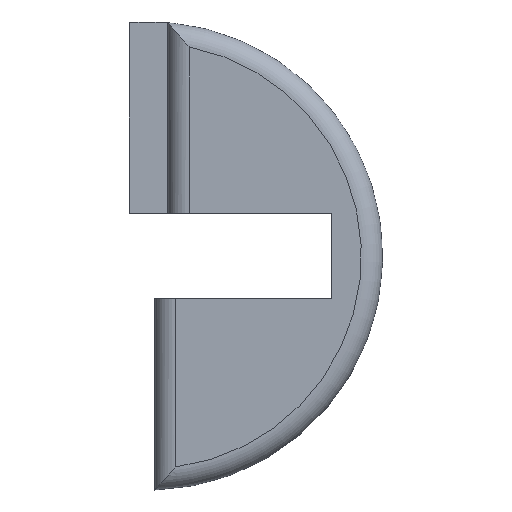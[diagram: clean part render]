
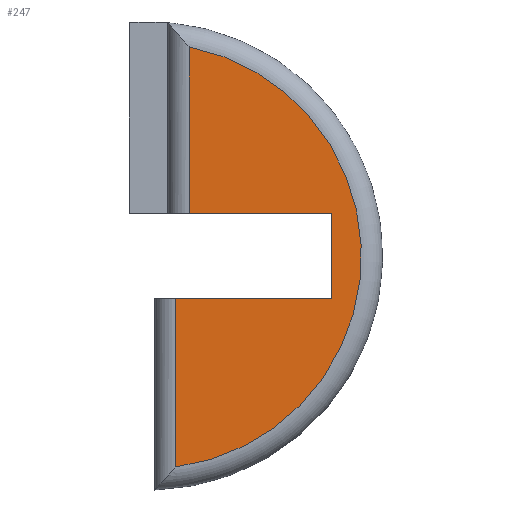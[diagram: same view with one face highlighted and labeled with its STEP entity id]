
A CAD part, top view. The second image highlights one B-rep face of the part: STEP entity #247.
In plain terms, the highlighted planar face has unit normal (0, 0, 1).
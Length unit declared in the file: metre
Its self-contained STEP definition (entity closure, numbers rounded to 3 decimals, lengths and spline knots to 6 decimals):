
#22=CIRCLE('',#280,0.05);
#60=ORIENTED_EDGE('',*,*,#107,.T.);
#61=ORIENTED_EDGE('',*,*,#124,.T.);
#62=ORIENTED_EDGE('',*,*,#125,.T.);
#63=ORIENTED_EDGE('',*,*,#126,.T.);
#64=ORIENTED_EDGE('',*,*,#113,.F.);
#65=ORIENTED_EDGE('',*,*,#111,.T.);
#107=EDGE_CURVE('',#142,#141,#162,.T.);
#111=EDGE_CURVE('',#145,#142,#166,.T.);
#113=EDGE_CURVE('',#145,#146,#168,.T.);
#124=EDGE_CURVE('',#141,#153,#176,.T.);
#125=EDGE_CURVE('',#153,#154,#22,.F.);
#126=EDGE_CURVE('',#154,#146,#177,.F.);
#141=VERTEX_POINT('',#380);
#142=VERTEX_POINT('',#382);
#145=VERTEX_POINT('',#390);
#146=VERTEX_POINT('',#394);
#153=VERTEX_POINT('',#415);
#154=VERTEX_POINT('',#417);
#162=LINE('',#381,#184);
#166=LINE('',#389,#188);
#168=LINE('',#393,#190);
#176=LINE('',#414,#198);
#177=LINE('',#418,#199);
#184=VECTOR('',#304,1.);
#188=VECTOR('',#310,1.);
#190=VECTOR('',#314,1.);
#198=VECTOR('',#334,1.);
#199=VECTOR('',#337,1.);
#208=EDGE_LOOP('',(#60,#61,#62,#63,#64,#65));
#223=FACE_BOUND('',#208,.T.);
#237=PLANE('',#279);
#247=ADVANCED_FACE('',(#223),#237,.F.);
#279=AXIS2_PLACEMENT_3D('',#413,#332,#333);
#280=AXIS2_PLACEMENT_3D('',#416,#335,#336);
#304=DIRECTION('',(-1.,0.,0.));
#310=DIRECTION('',(0.,-1.,0.));
#314=DIRECTION('',(-1.,0.,0.));
#332=DIRECTION('',(0.,0.,-1.));
#333=DIRECTION('',(1.,0.,0.));
#334=DIRECTION('',(0.,-1.,0.));
#335=DIRECTION('',(0.,0.,-1.));
#336=DIRECTION('',(-1.,0.,0.));
#337=DIRECTION('',(0.,1.,0.));
#380=CARTESIAN_POINT('',(0.0064,-0.01003,-0.0275));
#381=CARTESIAN_POINT('',(0.0222,-0.01003,-0.0275));
#382=CARTESIAN_POINT('',(0.043,-0.01003,-0.0275));
#389=CARTESIAN_POINT('',(0.043,0.,-0.0275));
#390=CARTESIAN_POINT('',(0.043,0.01003,-0.0275));
#393=CARTESIAN_POINT('',(0.,0.01003,-0.0275));
#394=CARTESIAN_POINT('',(0.0095,0.01003,-0.0275));
#413=CARTESIAN_POINT('',(0.,0.,-0.0275));
#414=CARTESIAN_POINT('',(0.0064,0.,-0.0275));
#415=CARTESIAN_POINT('',(0.0064,-0.049589,-0.0275));
#416=CARTESIAN_POINT('',(0.,0.,-0.0275));
#417=CARTESIAN_POINT('',(0.0095,0.049089,-0.0275));
#418=CARTESIAN_POINT('',(0.0095,0.01003,-0.0275));
